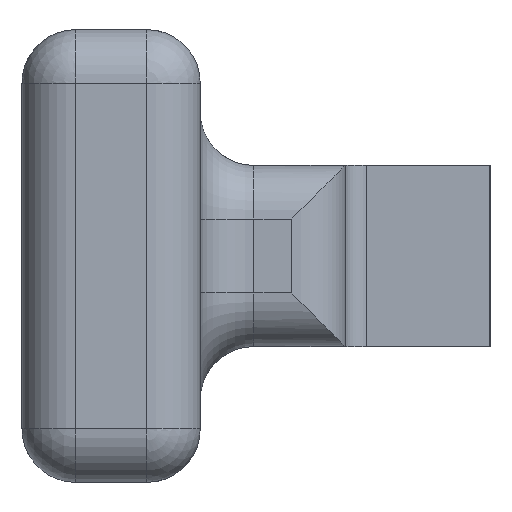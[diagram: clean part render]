
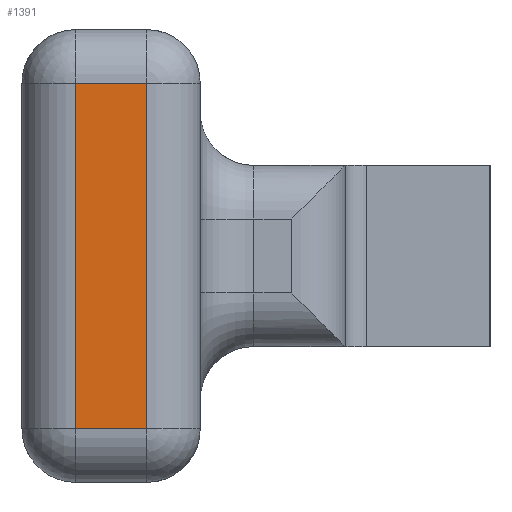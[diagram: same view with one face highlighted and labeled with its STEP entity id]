
A CAD part, left-side view. The second image highlights one B-rep face of the part: STEP entity #1391.
In plain terms, the highlighted planar face has unit normal (-1, 0, 0).
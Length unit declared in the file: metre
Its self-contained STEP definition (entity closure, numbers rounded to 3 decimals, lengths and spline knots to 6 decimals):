
#166=LINE('',#2356,#266);
#167=LINE('',#2359,#267);
#168=LINE('',#2361,#268);
#169=LINE('',#2363,#269);
#266=VECTOR('',#1824,1.);
#267=VECTOR('',#1825,1.);
#268=VECTOR('',#1826,1.);
#269=VECTOR('',#1827,1.);
#394=ORIENTED_EDGE('',*,*,#814,.T.);
#395=ORIENTED_EDGE('',*,*,#815,.T.);
#396=ORIENTED_EDGE('',*,*,#816,.T.);
#397=ORIENTED_EDGE('',*,*,#817,.T.);
#814=EDGE_CURVE('',#1022,#1023,#166,.F.);
#815=EDGE_CURVE('',#1023,#1024,#167,.T.);
#816=EDGE_CURVE('',#1024,#1025,#168,.T.);
#817=EDGE_CURVE('',#1025,#1022,#169,.F.);
#1022=VERTEX_POINT('',#2357);
#1023=VERTEX_POINT('',#2358);
#1024=VERTEX_POINT('',#2360);
#1025=VERTEX_POINT('',#2362);
#1167=EDGE_LOOP('',(#394,#395,#396,#397));
#1267=FACE_BOUND('',#1167,.T.);
#1364=PLANE('',#1525);
#1391=ADVANCED_FACE('',(#1267),#1364,.F.);
#1525=AXIS2_PLACEMENT_3D('',#2355,#1822,#1823);
#1822=DIRECTION('',(1.,0.,0.));
#1823=DIRECTION('',(0.,0.,-1.));
#1824=DIRECTION('',(0.,0.,-1.));
#1825=DIRECTION('',(0.,1.,0.));
#1826=DIRECTION('',(0.,0.,-1.));
#1827=DIRECTION('',(0.,1.,0.));
#2355=CARTESIAN_POINT('',(-0.0381,-0.01,0.));
#2356=CARTESIAN_POINT('',(-0.0381,-0.006995,0.0127));
#2357=CARTESIAN_POINT('',(-0.0381,-0.006995,-0.009695));
#2358=CARTESIAN_POINT('',(-0.0381,-0.006995,0.009695));
#2359=CARTESIAN_POINT('',(-0.0381,0.,0.009695));
#2360=CARTESIAN_POINT('',(-0.0381,-0.003005,0.009695));
#2361=CARTESIAN_POINT('',(-0.0381,-0.003005,0.));
#2362=CARTESIAN_POINT('',(-0.0381,-0.003005,-0.009695));
#2363=CARTESIAN_POINT('',(-0.0381,-0.01,-0.009695));
